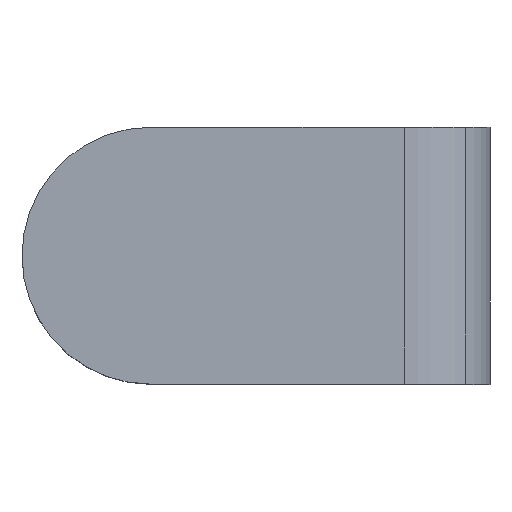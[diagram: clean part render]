
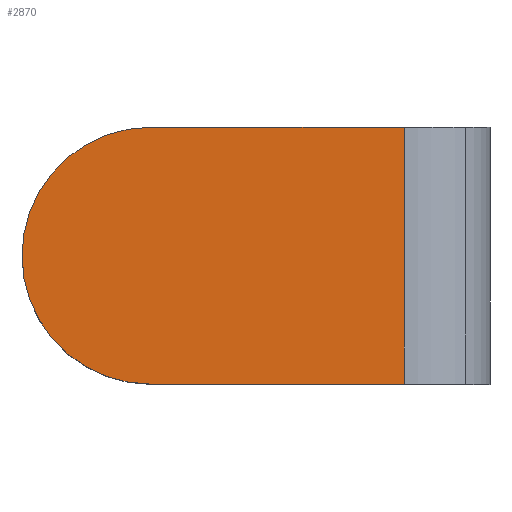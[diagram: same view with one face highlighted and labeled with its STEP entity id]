
A CAD part, top view. The second image highlights one B-rep face of the part: STEP entity #2870.
In plain terms, the highlighted planar face has unit normal (0, 0, 1).
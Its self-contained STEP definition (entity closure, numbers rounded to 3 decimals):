
#249 = DIRECTION ( 'NONE',  ( -1., 0., 0. ) ) ;
#283 = EDGE_LOOP ( 'NONE', ( #459, #432, #339, #1404, #2991 ) ) ;
#328 = AXIS2_PLACEMENT_3D ( 'NONE', #1143, #1354, #2279 ) ;
#339 = ORIENTED_EDGE ( 'NONE', *, *, #3139, .T. ) ;
#345 = DIRECTION ( 'NONE',  ( 0., 0., 1. ) ) ;
#362 = CARTESIAN_POINT ( 'NONE',  ( -15., 22.5, 0. ) ) ;
#425 = CIRCLE ( 'NONE', #1271, 22.5 ) ;
#432 = ORIENTED_EDGE ( 'NONE', *, *, #1141, .T. ) ;
#459 = ORIENTED_EDGE ( 'NONE', *, *, #2260, .T. ) ;
#504 = VERTEX_POINT ( 'NONE', #1780 ) ;
#656 = EDGE_CURVE ( 'NONE', #3380, #504, #3336, .T. ) ;
#829 = VERTEX_POINT ( 'NONE', #3188 ) ;
#838 = CARTESIAN_POINT ( 'NONE',  ( -82., 0., 0. ) ) ;
#904 = EDGE_CURVE ( 'NONE', #829, #3380, #2061, .T. ) ;
#913 = CARTESIAN_POINT ( 'NONE',  ( -59.5, -22.5, 0. ) ) ;
#1011 = DIRECTION ( 'NONE',  ( 0., 0., 1. ) ) ;
#1141 = EDGE_CURVE ( 'NONE', #1322, #3190, #1745, .T. ) ;
#1143 = CARTESIAN_POINT ( 'NONE',  ( -82., 22.5, 0. ) ) ;
#1151 = CARTESIAN_POINT ( 'NONE',  ( -59.5, 0., 0. ) ) ;
#1271 = AXIS2_PLACEMENT_3D ( 'NONE', #1151, #345, #249 ) ;
#1309 = CARTESIAN_POINT ( 'NONE',  ( -15., 22.5, 0. ) ) ;
#1322 = VERTEX_POINT ( 'NONE', #838 ) ;
#1354 = DIRECTION ( 'NONE',  ( 0., 0., -1. ) ) ;
#1395 = VECTOR ( 'NONE', #2450, 1000. ) ;
#1402 = LINE ( 'NONE', #2547, #3555 ) ;
#1404 = ORIENTED_EDGE ( 'NONE', *, *, #656, .F. ) ;
#1585 = CARTESIAN_POINT ( 'NONE',  ( -59.5, 0., 0. ) ) ;
#1693 = PLANE ( 'NONE',  #328 ) ;
#1745 = CIRCLE ( 'NONE', #2864, 22.5 ) ;
#1780 = CARTESIAN_POINT ( 'NONE',  ( -15., -22.5, 0. ) ) ;
#1868 = DIRECTION ( 'NONE',  ( -1., 0., 0. ) ) ;
#2061 = LINE ( 'NONE', #3211, #3085 ) ;
#2251 = FACE_OUTER_BOUND ( 'NONE', #283, .T. ) ;
#2260 = EDGE_CURVE ( 'NONE', #829, #1322, #425, .T. ) ;
#2279 = DIRECTION ( 'NONE',  ( -1., 0., 0. ) ) ;
#2450 = DIRECTION ( 'NONE',  ( 0., -1., 0. ) ) ;
#2547 = CARTESIAN_POINT ( 'NONE',  ( -82., -22.5, 0. ) ) ;
#2864 = AXIS2_PLACEMENT_3D ( 'NONE', #1585, #1011, #1868 ) ;
#2870 = ADVANCED_FACE ( 'NONE', ( #2251 ), #1693, .F. ) ;
#2991 = ORIENTED_EDGE ( 'NONE', *, *, #904, .F. ) ;
#3085 = VECTOR ( 'NONE', #3306, 1000. ) ;
#3139 = EDGE_CURVE ( 'NONE', #3190, #504, #1402, .T. ) ;
#3188 = CARTESIAN_POINT ( 'NONE',  ( -59.5, 22.5, 0. ) ) ;
#3190 = VERTEX_POINT ( 'NONE', #913 ) ;
#3211 = CARTESIAN_POINT ( 'NONE',  ( -82., 22.5, 0. ) ) ;
#3306 = DIRECTION ( 'NONE',  ( 1., 0., 0. ) ) ;
#3336 = LINE ( 'NONE', #1309, #1395 ) ;
#3380 = VERTEX_POINT ( 'NONE', #362 ) ;
#3555 = VECTOR ( 'NONE', #3693, 1000. ) ;
#3693 = DIRECTION ( 'NONE',  ( 1., 0., 0. ) ) ;
